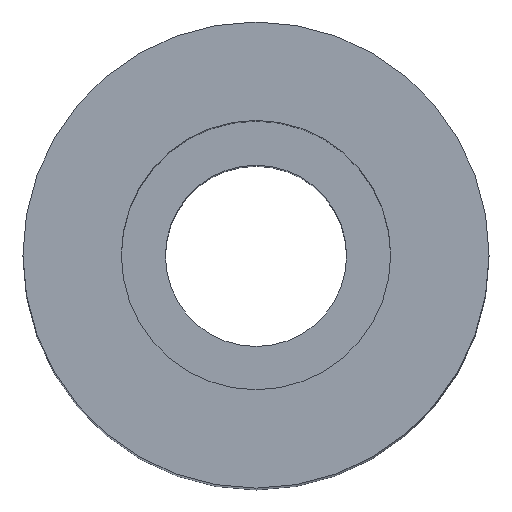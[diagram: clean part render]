
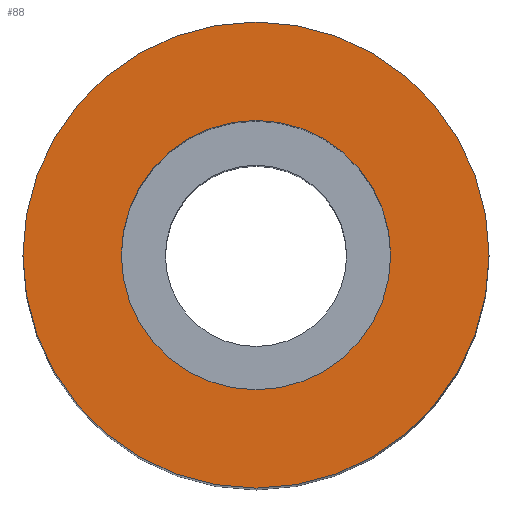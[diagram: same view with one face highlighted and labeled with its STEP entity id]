
A CAD part, top view. The second image highlights one B-rep face of the part: STEP entity #88.
In plain terms, the highlighted planar face has unit normal (0, 0, 1).
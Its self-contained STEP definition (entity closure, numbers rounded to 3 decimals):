
#16=FACE_BOUND('',#33,.T.);
#19=PLANE('',#114);
#25=FACE_OUTER_BOUND('',#32,.T.);
#32=EDGE_LOOP('',(#77));
#33=EDGE_LOOP('',(#78));
#42=CIRCLE('',#105,2.6);
#46=CIRCLE('',#111,4.5);
#48=VERTEX_POINT('',#147);
#52=VERTEX_POINT('',#159);
#54=EDGE_CURVE('',#48,#48,#42,.T.);
#60=EDGE_CURVE('',#52,#52,#46,.T.);
#77=ORIENTED_EDGE('',*,*,#60,.T.);
#78=ORIENTED_EDGE('',*,*,#54,.T.);
#88=ADVANCED_FACE('',(#25,#16),#19,.T.);
#105=AXIS2_PLACEMENT_3D('',#148,#120,#121);
#111=AXIS2_PLACEMENT_3D('',#160,#134,#135);
#114=AXIS2_PLACEMENT_3D('',#165,#141,#142);
#120=DIRECTION('center_axis',(0.,0.,-1.));
#121=DIRECTION('ref_axis',(1.,0.,0.));
#134=DIRECTION('center_axis',(0.,0.,1.));
#135=DIRECTION('ref_axis',(-1.,0.,0.));
#141=DIRECTION('center_axis',(0.,0.,1.));
#142=DIRECTION('ref_axis',(1.,0.,0.));
#147=CARTESIAN_POINT('',(-2.605,0.,20.5));
#148=CARTESIAN_POINT('Origin',(-0.005,0.,20.5));
#159=CARTESIAN_POINT('',(4.495,0.,20.5));
#160=CARTESIAN_POINT('Origin',(-0.005,0.,
20.5));
#165=CARTESIAN_POINT('Origin',(-0.005,0.,20.5));
